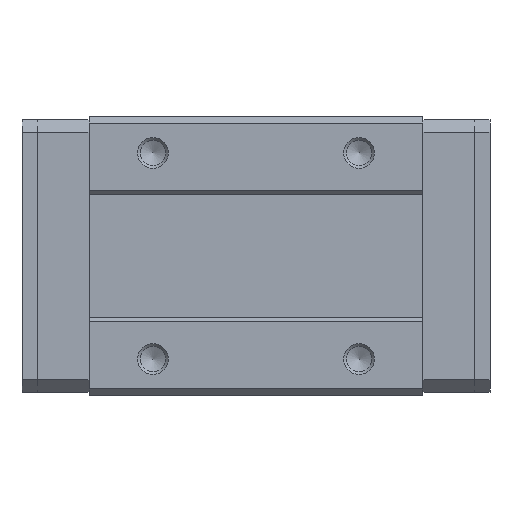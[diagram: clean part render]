
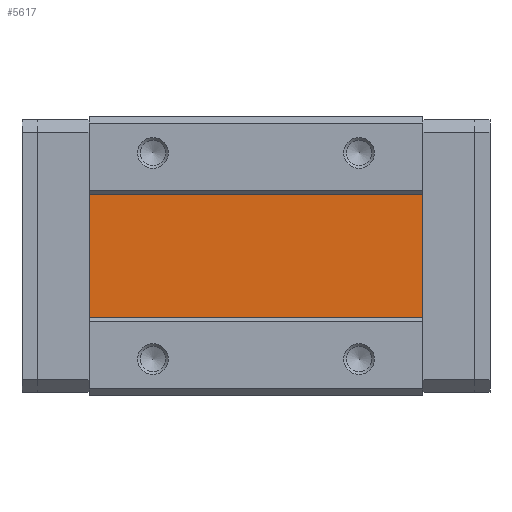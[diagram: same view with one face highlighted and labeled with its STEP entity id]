
A CAD part, front view. The second image highlights one B-rep face of the part: STEP entity #5617.
In plain terms, the highlighted planar face has unit normal (0, -1, 0).
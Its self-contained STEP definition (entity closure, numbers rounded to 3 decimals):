
#688=FACE_OUTER_BOUND('',#1014,.T.);
#1014=EDGE_LOOP('',(#4931,#4932,#4933,#4934));
#1528=LINE('',#9322,#2085);
#1557=LINE('',#9421,#2114);
#1558=LINE('',#9422,#2115);
#1559=LINE('',#9423,#2116);
#2085=VECTOR('',#7623,1.);
#2114=VECTOR('',#7728,1.);
#2115=VECTOR('',#7729,1.);
#2116=VECTOR('',#7730,1.);
#2645=VERTEX_POINT('',#9319);
#2646=VERTEX_POINT('',#9321);
#2677=VERTEX_POINT('',#9419);
#2678=VERTEX_POINT('',#9420);
#3400=EDGE_CURVE('',#2645,#2646,#1528,.T.);
#3446=EDGE_CURVE('',#2677,#2678,#1557,.T.);
#3447=EDGE_CURVE('',#2646,#2678,#1558,.T.);
#3448=EDGE_CURVE('',#2645,#2677,#1559,.T.);
#4931=ORIENTED_EDGE('',*,*,#3446,.T.);
#4932=ORIENTED_EDGE('',*,*,#3447,.F.);
#4933=ORIENTED_EDGE('',*,*,#3400,.F.);
#4934=ORIENTED_EDGE('',*,*,#3448,.T.);
#5334=PLANE('',#6179);
#5617=ADVANCED_FACE('',(#688),#5334,.T.);
#6179=AXIS2_PLACEMENT_3D('',#9418,#7726,#7727);
#7623=DIRECTION('',(0.,0.,1.));
#7726=DIRECTION('center_axis',(0.,-1.,0.));
#7727=DIRECTION('ref_axis',(1.,0.,0.));
#7728=DIRECTION('',(0.,0.,1.));
#7729=DIRECTION('',(1.,0.,0.));
#7730=DIRECTION('',(1.,0.,0.));
#9319=CARTESIAN_POINT('',(28.8,6.9,10.));
#9321=CARTESIAN_POINT('',(28.8,6.9,22.));
#9322=CARTESIAN_POINT('',(28.8,6.9,16.));
#9418=CARTESIAN_POINT('Origin',(28.8,6.9,16.));
#9419=CARTESIAN_POINT('',(61.2,6.9,10.));
#9420=CARTESIAN_POINT('',(61.2,6.9,22.));
#9421=CARTESIAN_POINT('',(61.2,6.9,16.));
#9422=CARTESIAN_POINT('',(28.8,6.9,22.));
#9423=CARTESIAN_POINT('',(28.8,6.9,10.));
